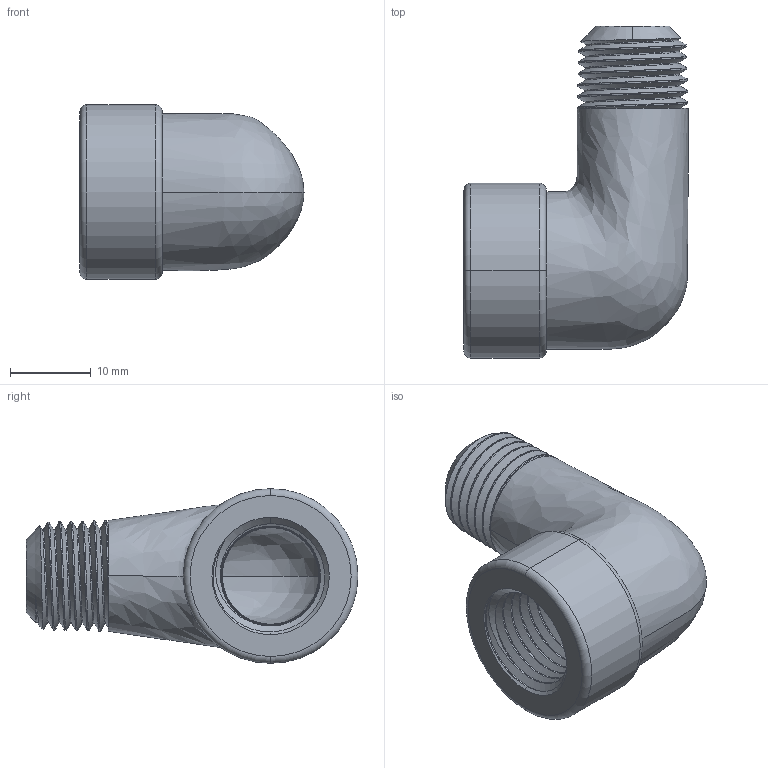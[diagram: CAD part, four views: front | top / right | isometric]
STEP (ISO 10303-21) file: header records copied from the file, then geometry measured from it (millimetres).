
FILE_DESCRIPTION (( 'STEP AP203' ), '1' );
FILE_NAME ('4464K36_304 Stainless Steel Threaded Pipe Fitting.STEP', '2021-09-09T03:59:52', ( 'Administrator' ), ( 'Managed by Terraform' ), 'SwSTEP 2.0', 'SolidWorks 2017', '' );
FILE_SCHEMA (( 'CONFIG_CONTROL_DESIGN' ));
Length unit declared in the file: inch
Products named in the file (1): 4464K36_304 Stainless Steel Threaded Pipe Fitting
Bounding box: 27.69 x 41.02 x 21.59 mm (x, y, z)
Volume: 6938.5 mm3; surface area: 4960 mm2
Topology: 1 solids, 1 shells, 57 faces, 242 edges, 188 vertices
Faces by surface type: cone 33, bspline 11, plane 5, torus 4, cylinder 4
Entity records: 8460 total; most frequent: CARTESIAN_POINT 6701, ORIENTED_EDGE 484, EDGE_CURVE 242, VERTEX_POINT 188, B_SPLINE_CURVE_WITH_KNOTS 182, DIRECTION 179, AXIS2_PLACEMENT_3D 72, EDGE_LOOP 60
